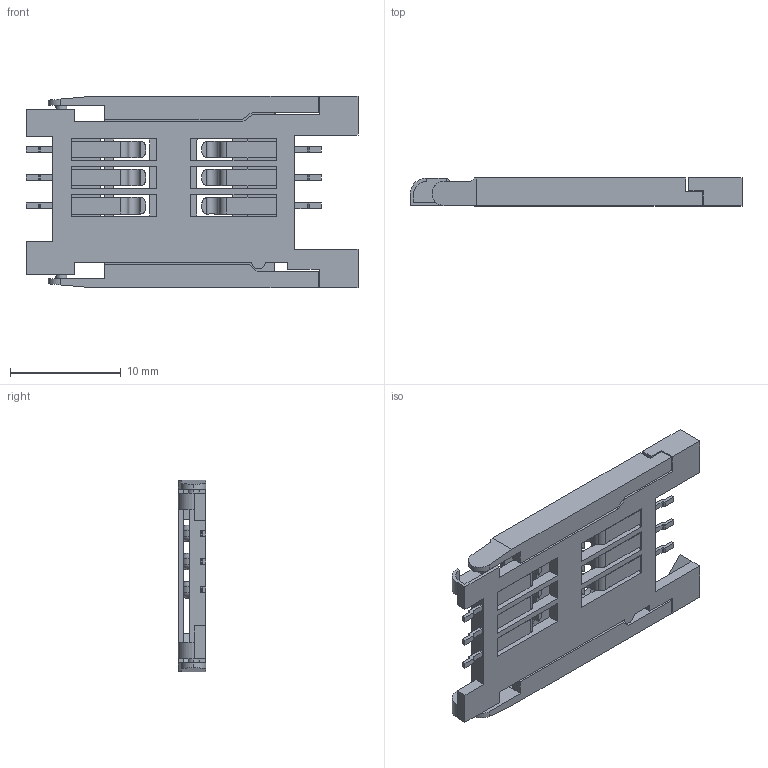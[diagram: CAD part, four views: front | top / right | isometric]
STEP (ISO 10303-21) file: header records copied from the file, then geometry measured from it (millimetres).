
FILE_DESCRIPTION (( 'STEP AP214' ), '1' );
FILE_NAME ('SW3dPS-SIMLOCK-1.STEP', '2009-06-08T06:43:44', ( 'sysAdmin' ), ( 'SolidWorks' ), 'SwSTEP 2.0', 'SolidWorks 2009', '' );
FILE_SCHEMA (( 'AUTOMOTIVE_DESIGN' ));
Length unit declared in the file: millimetre
Products named in the file (1): SW3dPS-SIMLOCK-1
Bounding box: 30 x 2.5 x 17.3 mm (x, y, z)
Volume: 528.7 mm3; surface area: 1878.4 mm2
Topology: 2 solids, 2 shells, 764 faces, 2031 edges, 1315 vertices
Faces by surface type: plane 479, bspline 145, cylinder 112, torus 24, sphere 4
Entity records: 37913 total; most frequent: CARTESIAN_POINT 11385, ORIENTED_EDGE 4042, DIRECTION 3263, EDGE_CURVE 2021, VECTOR 1419, LINE 1419, VERTEX_POINT 1309, AXIS2_PLACEMENT_3D 922
